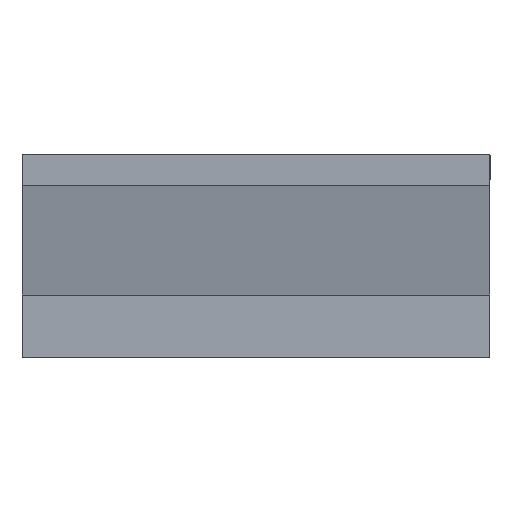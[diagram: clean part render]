
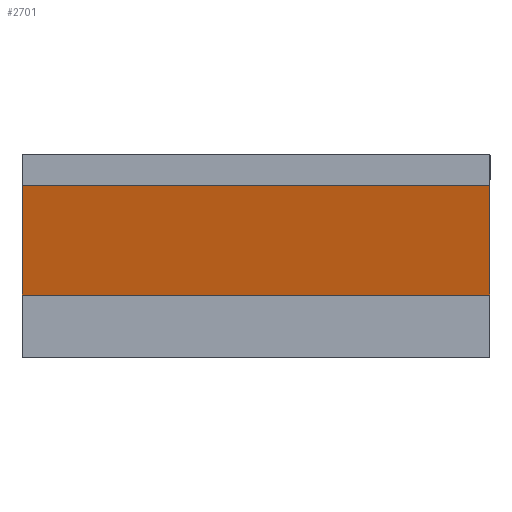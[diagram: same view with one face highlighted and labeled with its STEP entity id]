
A CAD part, left-side view. The second image highlights one B-rep face of the part: STEP entity #2701.
In plain terms, the highlighted planar face has unit normal (-0.975, 0, -0.223).
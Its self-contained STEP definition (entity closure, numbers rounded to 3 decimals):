
#55 = PLANE('',#56);
#56 = AXIS2_PLACEMENT_3D('',#57,#58,#59);
#57 = CARTESIAN_POINT('',(110.732,90.,0.262
    ));
#58 = DIRECTION('',(0.,1.,0.));
#59 = DIRECTION('',(-1.,0.,0.));
#111 = PLANE('',#112);
#112 = AXIS2_PLACEMENT_3D('',#113,#114,#115);
#113 = CARTESIAN_POINT('',(110.732,-60.,
    0.262));
#114 = DIRECTION('',(0.,1.,0.));
#115 = DIRECTION('',(-1.,0.,0.));
#206 = VERTEX_POINT('',#207);
#207 = CARTESIAN_POINT('',(71.732,90.,
    -9.738));
#221 = PLANE('',#222);
#222 = AXIS2_PLACEMENT_3D('',#223,#224,#225);
#223 = CARTESIAN_POINT('',(71.732,90.,
    -9.738));
#224 = DIRECTION('',(1.,0.,0.));
#225 = DIRECTION('',(0.,0.,-1.));
#233 = EDGE_CURVE('',#234,#206,#236,.T.);
#234 = VERTEX_POINT('',#235);
#235 = CARTESIAN_POINT('',(79.732,90.,
    -44.738));
#236 = SURFACE_CURVE('',#237,(#241,#248),.PCURVE_S1.);
#237 = LINE('',#238,#239);
#238 = CARTESIAN_POINT('',(79.732,90.,
    -44.738));
#239 = VECTOR('',#240,1.);
#240 = DIRECTION('',(-0.223,0.,0.975)
  );
#241 = PCURVE('',#55,#242);
#242 = DEFINITIONAL_REPRESENTATION('',(#243),#247);
#243 = LINE('',#244,#245);
#244 = CARTESIAN_POINT('',(31.,-45.));
#245 = VECTOR('',#246,1.);
#246 = DIRECTION('',(0.223,0.975));
#247 = ( GEOMETRIC_REPRESENTATION_CONTEXT(2) 
PARAMETRIC_REPRESENTATION_CONTEXT() REPRESENTATION_CONTEXT('2D SPACE',''
  ) );
#248 = PCURVE('',#249,#254);
#249 = PLANE('',#250);
#250 = AXIS2_PLACEMENT_3D('',#251,#252,#253);
#251 = CARTESIAN_POINT('',(79.732,90.,
    -44.738));
#252 = DIRECTION('',(0.975,0.,0.223));
#253 = DIRECTION('',(0.223,0.,-0.975)
  );
#254 = DEFINITIONAL_REPRESENTATION('',(#255),#259);
#255 = LINE('',#256,#257);
#256 = CARTESIAN_POINT('',(-0.,-0.));
#257 = VECTOR('',#258,1.);
#258 = DIRECTION('',(-1.,0.));
#259 = ( GEOMETRIC_REPRESENTATION_CONTEXT(2) 
PARAMETRIC_REPRESENTATION_CONTEXT() REPRESENTATION_CONTEXT('2D SPACE',''
  ) );
#277 = PLANE('',#278);
#278 = AXIS2_PLACEMENT_3D('',#279,#280,#281);
#279 = CARTESIAN_POINT('',(94.732,90.,
    -44.738));
#280 = DIRECTION('',(0.,0.,1.));
#281 = DIRECTION('',(1.,0.,0.));
#1064 = VERTEX_POINT('',#1065);
#1065 = CARTESIAN_POINT('',(71.732,-60.,
    -9.738));
#1086 = EDGE_CURVE('',#1087,#1064,#1089,.T.);
#1087 = VERTEX_POINT('',#1088);
#1088 = CARTESIAN_POINT('',(79.732,-60.,
    -44.738));
#1089 = SURFACE_CURVE('',#1090,(#1094,#1101),.PCURVE_S1.);
#1090 = LINE('',#1091,#1092);
#1091 = CARTESIAN_POINT('',(79.732,-60.,
    -44.738));
#1092 = VECTOR('',#1093,1.);
#1093 = DIRECTION('',(-0.223,0.,0.975
    ));
#1094 = PCURVE('',#111,#1095);
#1095 = DEFINITIONAL_REPRESENTATION('',(#1096),#1100);
#1096 = LINE('',#1097,#1098);
#1097 = CARTESIAN_POINT('',(31.,-45.));
#1098 = VECTOR('',#1099,1.);
#1099 = DIRECTION('',(0.223,0.975));
#1100 = ( GEOMETRIC_REPRESENTATION_CONTEXT(2) 
PARAMETRIC_REPRESENTATION_CONTEXT() REPRESENTATION_CONTEXT('2D SPACE',''
  ) );
#1101 = PCURVE('',#249,#1102);
#1102 = DEFINITIONAL_REPRESENTATION('',(#1103),#1107);
#1103 = LINE('',#1104,#1105);
#1104 = CARTESIAN_POINT('',(0.,-150.));
#1105 = VECTOR('',#1106,1.);
#1106 = DIRECTION('',(-1.,0.));
#1107 = ( GEOMETRIC_REPRESENTATION_CONTEXT(2) 
PARAMETRIC_REPRESENTATION_CONTEXT() REPRESENTATION_CONTEXT('2D SPACE',''
  ) );
#2680 = EDGE_CURVE('',#234,#1087,#2681,.T.);
#2681 = SURFACE_CURVE('',#2682,(#2686,#2693),.PCURVE_S1.);
#2682 = LINE('',#2683,#2684);
#2683 = CARTESIAN_POINT('',(79.732,90.,
    -44.738));
#2684 = VECTOR('',#2685,1.);
#2685 = DIRECTION('',(0.,-1.,0.));
#2686 = PCURVE('',#277,#2687);
#2687 = DEFINITIONAL_REPRESENTATION('',(#2688),#2692);
#2688 = LINE('',#2689,#2690);
#2689 = CARTESIAN_POINT('',(-15.,0.));
#2690 = VECTOR('',#2691,1.);
#2691 = DIRECTION('',(0.,-1.));
#2692 = ( GEOMETRIC_REPRESENTATION_CONTEXT(2) 
PARAMETRIC_REPRESENTATION_CONTEXT() REPRESENTATION_CONTEXT('2D SPACE',''
  ) );
#2693 = PCURVE('',#249,#2694);
#2694 = DEFINITIONAL_REPRESENTATION('',(#2695),#2699);
#2695 = LINE('',#2696,#2697);
#2696 = CARTESIAN_POINT('',(-0.,-0.));
#2697 = VECTOR('',#2698,1.);
#2698 = DIRECTION('',(0.,-1.));
#2699 = ( GEOMETRIC_REPRESENTATION_CONTEXT(2) 
PARAMETRIC_REPRESENTATION_CONTEXT() REPRESENTATION_CONTEXT('2D SPACE',''
  ) );
#2701 = ADVANCED_FACE('',(#2702),#249,.F.);
#2702 = FACE_BOUND('',#2703,.T.);
#2703 = EDGE_LOOP('',(#2704,#2705,#2706,#2727));
#2704 = ORIENTED_EDGE('',*,*,#2680,.T.);
#2705 = ORIENTED_EDGE('',*,*,#1086,.T.);
#2706 = ORIENTED_EDGE('',*,*,#2707,.F.);
#2707 = EDGE_CURVE('',#206,#1064,#2708,.T.);
#2708 = SURFACE_CURVE('',#2709,(#2713,#2720),.PCURVE_S1.);
#2709 = LINE('',#2710,#2711);
#2710 = CARTESIAN_POINT('',(71.732,90.,
    -9.738));
#2711 = VECTOR('',#2712,1.);
#2712 = DIRECTION('',(0.,-1.,0.));
#2713 = PCURVE('',#249,#2714);
#2714 = DEFINITIONAL_REPRESENTATION('',(#2715),#2719);
#2715 = LINE('',#2716,#2717);
#2716 = CARTESIAN_POINT('',(-35.903,0.));
#2717 = VECTOR('',#2718,1.);
#2718 = DIRECTION('',(0.,-1.));
#2719 = ( GEOMETRIC_REPRESENTATION_CONTEXT(2) 
PARAMETRIC_REPRESENTATION_CONTEXT() REPRESENTATION_CONTEXT('2D SPACE',''
  ) );
#2720 = PCURVE('',#221,#2721);
#2721 = DEFINITIONAL_REPRESENTATION('',(#2722),#2726);
#2722 = LINE('',#2723,#2724);
#2723 = CARTESIAN_POINT('',(-0.,-0.));
#2724 = VECTOR('',#2725,1.);
#2725 = DIRECTION('',(0.,-1.));
#2726 = ( GEOMETRIC_REPRESENTATION_CONTEXT(2) 
PARAMETRIC_REPRESENTATION_CONTEXT() REPRESENTATION_CONTEXT('2D SPACE',''
  ) );
#2727 = ORIENTED_EDGE('',*,*,#233,.F.);
